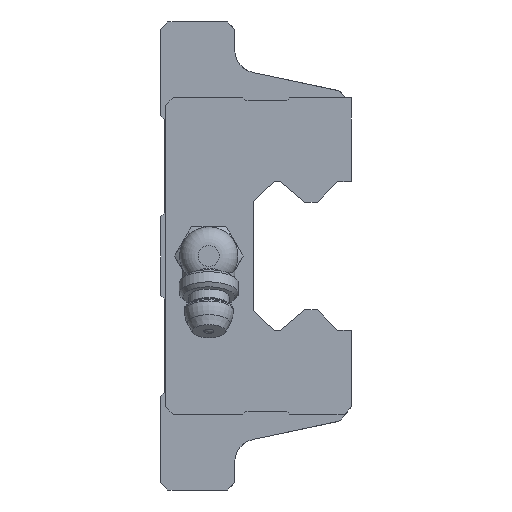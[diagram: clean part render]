
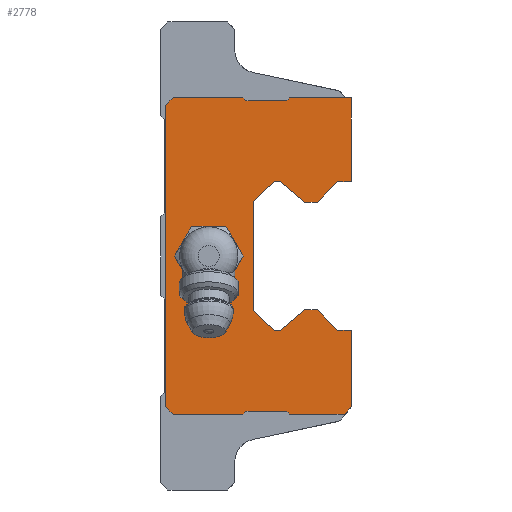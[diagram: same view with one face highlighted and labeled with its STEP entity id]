
A CAD part, left-side view. The second image highlights one B-rep face of the part: STEP entity #2778.
In plain terms, the highlighted planar face has unit normal (-1, 0, 0).
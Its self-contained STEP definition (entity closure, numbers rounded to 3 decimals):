
#689=ORIENTED_EDGE('',*,*,#1219,.F.);
#690=ORIENTED_EDGE('',*,*,#1248,.F.);
#691=ORIENTED_EDGE('',*,*,#1246,.F.);
#692=ORIENTED_EDGE('',*,*,#1244,.F.);
#693=ORIENTED_EDGE('',*,*,#1242,.F.);
#694=ORIENTED_EDGE('',*,*,#1240,.F.);
#695=ORIENTED_EDGE('',*,*,#1238,.F.);
#696=ORIENTED_EDGE('',*,*,#1236,.F.);
#697=ORIENTED_EDGE('',*,*,#1234,.F.);
#698=ORIENTED_EDGE('',*,*,#1232,.F.);
#699=ORIENTED_EDGE('',*,*,#1119,.F.);
#700=ORIENTED_EDGE('',*,*,#1116,.F.);
#701=ORIENTED_EDGE('',*,*,#1113,.F.);
#702=ORIENTED_EDGE('',*,*,#1110,.F.);
#703=ORIENTED_EDGE('',*,*,#1107,.F.);
#704=ORIENTED_EDGE('',*,*,#1104,.F.);
#705=ORIENTED_EDGE('',*,*,#1101,.F.);
#706=ORIENTED_EDGE('',*,*,#1098,.F.);
#707=ORIENTED_EDGE('',*,*,#1095,.F.);
#708=ORIENTED_EDGE('',*,*,#1092,.F.);
#709=ORIENTED_EDGE('',*,*,#1089,.F.);
#710=ORIENTED_EDGE('',*,*,#1086,.F.);
#711=ORIENTED_EDGE('',*,*,#1081,.F.);
#712=ORIENTED_EDGE('',*,*,#1231,.F.);
#713=ORIENTED_EDGE('',*,*,#1229,.F.);
#714=ORIENTED_EDGE('',*,*,#1227,.F.);
#715=ORIENTED_EDGE('',*,*,#1225,.F.);
#716=ORIENTED_EDGE('',*,*,#1223,.F.);
#717=ORIENTED_EDGE('',*,*,#1221,.F.);
#718=ORIENTED_EDGE('',*,*,#1249,.T.);
#719=ORIENTED_EDGE('',*,*,#1250,.T.);
#720=ORIENTED_EDGE('',*,*,#1251,.T.);
#721=ORIENTED_EDGE('',*,*,#1252,.T.);
#722=ORIENTED_EDGE('',*,*,#1253,.T.);
#723=ORIENTED_EDGE('',*,*,#1254,.T.);
#1081=EDGE_CURVE('',#1442,#1443,#1692,.T.);
#1086=EDGE_CURVE('',#1443,#1447,#1697,.T.);
#1089=EDGE_CURVE('',#1447,#1449,#1700,.T.);
#1092=EDGE_CURVE('',#1449,#1451,#1703,.T.);
#1095=EDGE_CURVE('',#1451,#1453,#1706,.T.);
#1098=EDGE_CURVE('',#1453,#1455,#1709,.T.);
#1101=EDGE_CURVE('',#1455,#1457,#1712,.T.);
#1104=EDGE_CURVE('',#1457,#1459,#1715,.T.);
#1107=EDGE_CURVE('',#1459,#1461,#1718,.T.);
#1110=EDGE_CURVE('',#1461,#1463,#1721,.T.);
#1113=EDGE_CURVE('',#1463,#1465,#1724,.T.);
#1116=EDGE_CURVE('',#1465,#1467,#1727,.T.);
#1119=EDGE_CURVE('',#1467,#1469,#1730,.T.);
#1219=EDGE_CURVE('',#1529,#1530,#1825,.T.);
#1221=EDGE_CURVE('',#1530,#1531,#1827,.T.);
#1223=EDGE_CURVE('',#1531,#1532,#1829,.T.);
#1225=EDGE_CURVE('',#1532,#1533,#1831,.T.);
#1227=EDGE_CURVE('',#1533,#1534,#1833,.T.);
#1229=EDGE_CURVE('',#1534,#1535,#1835,.T.);
#1231=EDGE_CURVE('',#1535,#1442,#1837,.T.);
#1232=EDGE_CURVE('',#1469,#1536,#1838,.T.);
#1234=EDGE_CURVE('',#1536,#1537,#1840,.T.);
#1236=EDGE_CURVE('',#1537,#1538,#1842,.T.);
#1238=EDGE_CURVE('',#1538,#1539,#1844,.T.);
#1240=EDGE_CURVE('',#1539,#1540,#1846,.T.);
#1242=EDGE_CURVE('',#1540,#1541,#1848,.T.);
#1244=EDGE_CURVE('',#1541,#1542,#1850,.T.);
#1246=EDGE_CURVE('',#1542,#1543,#1852,.T.);
#1248=EDGE_CURVE('',#1543,#1529,#1854,.T.);
#1249=EDGE_CURVE('',#1544,#1545,#1855,.T.);
#1250=EDGE_CURVE('',#1545,#1546,#1856,.T.);
#1251=EDGE_CURVE('',#1546,#1547,#1857,.T.);
#1252=EDGE_CURVE('',#1547,#1548,#1858,.T.);
#1253=EDGE_CURVE('',#1548,#1549,#1859,.T.);
#1254=EDGE_CURVE('',#1549,#1544,#1860,.T.);
#1442=VERTEX_POINT('',#4176);
#1443=VERTEX_POINT('',#4178);
#1447=VERTEX_POINT('',#4188);
#1449=VERTEX_POINT('',#4194);
#1451=VERTEX_POINT('',#4200);
#1453=VERTEX_POINT('',#4206);
#1455=VERTEX_POINT('',#4212);
#1457=VERTEX_POINT('',#4218);
#1459=VERTEX_POINT('',#4224);
#1461=VERTEX_POINT('',#4230);
#1463=VERTEX_POINT('',#4236);
#1465=VERTEX_POINT('',#4242);
#1467=VERTEX_POINT('',#4248);
#1469=VERTEX_POINT('',#4254);
#1529=VERTEX_POINT('',#4451);
#1530=VERTEX_POINT('',#4453);
#1531=VERTEX_POINT('',#4457);
#1532=VERTEX_POINT('',#4461);
#1533=VERTEX_POINT('',#4465);
#1534=VERTEX_POINT('',#4469);
#1535=VERTEX_POINT('',#4473);
#1536=VERTEX_POINT('',#4479);
#1537=VERTEX_POINT('',#4483);
#1538=VERTEX_POINT('',#4487);
#1539=VERTEX_POINT('',#4491);
#1540=VERTEX_POINT('',#4495);
#1541=VERTEX_POINT('',#4499);
#1542=VERTEX_POINT('',#4503);
#1543=VERTEX_POINT('',#4507);
#1544=VERTEX_POINT('',#4513);
#1545=VERTEX_POINT('',#4514);
#1546=VERTEX_POINT('',#4516);
#1547=VERTEX_POINT('',#4518);
#1548=VERTEX_POINT('',#4520);
#1549=VERTEX_POINT('',#4522);
#1692=LINE('',#4177,#1998);
#1697=LINE('',#4187,#2003);
#1700=LINE('',#4193,#2006);
#1703=LINE('',#4199,#2009);
#1706=LINE('',#4205,#2012);
#1709=LINE('',#4211,#2015);
#1712=LINE('',#4217,#2018);
#1715=LINE('',#4223,#2021);
#1718=LINE('',#4229,#2024);
#1721=LINE('',#4235,#2027);
#1724=LINE('',#4241,#2030);
#1727=LINE('',#4247,#2033);
#1730=LINE('',#4253,#2036);
#1825=LINE('',#4452,#2131);
#1827=LINE('',#4456,#2133);
#1829=LINE('',#4460,#2135);
#1831=LINE('',#4464,#2137);
#1833=LINE('',#4468,#2139);
#1835=LINE('',#4472,#2141);
#1837=LINE('',#4476,#2143);
#1838=LINE('',#4478,#2144);
#1840=LINE('',#4482,#2146);
#1842=LINE('',#4486,#2148);
#1844=LINE('',#4490,#2150);
#1846=LINE('',#4494,#2152);
#1848=LINE('',#4498,#2154);
#1850=LINE('',#4502,#2156);
#1852=LINE('',#4506,#2158);
#1854=LINE('',#4510,#2160);
#1855=LINE('',#4512,#2161);
#1856=LINE('',#4515,#2162);
#1857=LINE('',#4517,#2163);
#1858=LINE('',#4519,#2164);
#1859=LINE('',#4521,#2165);
#1860=LINE('',#4523,#2166);
#1998=VECTOR('',#3304,1000.);
#2003=VECTOR('',#3311,1000.);
#2006=VECTOR('',#3316,1000.);
#2009=VECTOR('',#3321,1000.);
#2012=VECTOR('',#3326,1000.);
#2015=VECTOR('',#3331,1000.);
#2018=VECTOR('',#3336,1000.);
#2021=VECTOR('',#3341,1000.);
#2024=VECTOR('',#3346,1000.);
#2027=VECTOR('',#3351,1000.);
#2030=VECTOR('',#3356,1000.);
#2033=VECTOR('',#3361,1000.);
#2036=VECTOR('',#3366,1000.);
#2131=VECTOR('',#3547,1000.);
#2133=VECTOR('',#3551,1000.);
#2135=VECTOR('',#3555,1000.);
#2137=VECTOR('',#3559,1000.);
#2139=VECTOR('',#3563,1000.);
#2141=VECTOR('',#3567,1000.);
#2143=VECTOR('',#3571,1000.);
#2144=VECTOR('',#3574,1000.);
#2146=VECTOR('',#3578,1000.);
#2148=VECTOR('',#3582,1000.);
#2150=VECTOR('',#3586,1000.);
#2152=VECTOR('',#3590,1000.);
#2154=VECTOR('',#3594,1000.);
#2156=VECTOR('',#3598,1000.);
#2158=VECTOR('',#3602,1000.);
#2160=VECTOR('',#3606,1000.);
#2161=VECTOR('',#3609,1000.);
#2162=VECTOR('',#3610,1000.);
#2163=VECTOR('',#3611,1000.);
#2164=VECTOR('',#3612,1000.);
#2165=VECTOR('',#3613,1000.);
#2166=VECTOR('',#3614,1000.);
#2299=EDGE_LOOP('',(#689,#690,#691,#692,#693,#694,#695,#696,#697,#698,#699,
#700,#701,#702,#703,#704,#705,#706,#707,#708,#709,#710,#711,#712,#713,#714,
#715,#716,#717));
#2300=EDGE_LOOP('',(#718,#719,#720,#721,#722,#723));
#2484=FACE_BOUND('',#2299,.T.);
#2485=FACE_BOUND('',#2300,.T.);
#2651=PLANE('',#2983);
#2778=ADVANCED_FACE('',(#2484,#2485),#2651,.F.);
#2983=AXIS2_PLACEMENT_3D('',#4511,#3607,#3608);
#3304=DIRECTION('',(0.,1.,0.));
#3311=DIRECTION('',(0.,0.707,-0.707));
#3316=DIRECTION('',(0.,1.,0.));
#3321=DIRECTION('',(0.,0.764,0.645));
#3326=DIRECTION('',(0.,1.,0.));
#3331=DIRECTION('',(0.,0.729,-0.685));
#3336=DIRECTION('',(0.,0.,-1.));
#3341=DIRECTION('',(0.,-0.729,-0.685));
#3346=DIRECTION('',(0.,-1.,0.));
#3351=DIRECTION('',(0.,-0.764,0.645));
#3356=DIRECTION('',(0.,-1.,0.));
#3361=DIRECTION('',(0.,-0.707,-0.707));
#3366=DIRECTION('',(0.,-1.,0.));
#3547=DIRECTION('',(0.,-0.707,0.707));
#3551=DIRECTION('',(0.,-1.,0.));
#3555=DIRECTION('',(0.,-0.707,-0.707));
#3559=DIRECTION('',(0.,-1.,0.));
#3563=DIRECTION('',(0.,-0.707,0.707));
#3567=DIRECTION('',(0.,-1.,0.));
#3571=DIRECTION('',(0.,0.,-1.));
#3574=DIRECTION('',(0.,0.,-1.));
#3578=DIRECTION('',(0.,0.707,-0.707));
#3582=DIRECTION('',(0.,1.,0.));
#3586=DIRECTION('',(0.,0.707,0.707));
#3590=DIRECTION('',(0.,1.,0.));
#3594=DIRECTION('',(0.,0.707,-0.707));
#3598=DIRECTION('',(0.,1.,0.));
#3602=DIRECTION('',(0.,0.707,0.707));
#3606=DIRECTION('',(0.,0.,1.));
#3607=DIRECTION('',(1.,0.,0.));
#3608=DIRECTION('',(0.,0.,-1.));
#3609=DIRECTION('',(0.,1.,0.));
#3610=DIRECTION('',(0.,0.5,0.866));
#3611=DIRECTION('',(0.,-0.5,0.866));
#3612=DIRECTION('',(0.,-1.,0.));
#3613=DIRECTION('',(0.,-0.5,-0.866));
#3614=DIRECTION('',(0.,0.5,-0.866));
#4176=CARTESIAN_POINT('',(-45.25,-25.7,10.));
#4177=CARTESIAN_POINT('',(-45.25,-25.7,10.));
#4178=CARTESIAN_POINT('',(-45.25,-23.85,10.));
#4187=CARTESIAN_POINT('',(-45.25,-23.85,10.));
#4188=CARTESIAN_POINT('',(-45.25,-21.1,7.25));
#4193=CARTESIAN_POINT('',(-45.25,-21.1,7.25));
#4194=CARTESIAN_POINT('',(-45.25,-19.4,7.25));
#4199=CARTESIAN_POINT('',(-45.25,-19.4,7.25));
#4200=CARTESIAN_POINT('',(-45.25,-16.14,10.));
#4205=CARTESIAN_POINT('',(-45.25,-16.14,10.));
#4206=CARTESIAN_POINT('',(-45.25,-15.3,10.));
#4211=CARTESIAN_POINT('',(-45.25,-15.3,10.));
#4212=CARTESIAN_POINT('',(-45.25,-12.5,7.37));
#4217=CARTESIAN_POINT('',(-45.25,-12.5,7.37));
#4218=CARTESIAN_POINT('',(-45.25,-12.5,-7.37));
#4223=CARTESIAN_POINT('',(-45.25,-12.5,-7.37));
#4224=CARTESIAN_POINT('',(-45.25,-15.3,-10.));
#4229=CARTESIAN_POINT('',(-45.25,-15.3,-10.));
#4230=CARTESIAN_POINT('',(-45.25,-16.14,-10.));
#4235=CARTESIAN_POINT('',(-45.25,-16.14,-10.));
#4236=CARTESIAN_POINT('',(-45.25,-19.4,-7.25));
#4241=CARTESIAN_POINT('',(-45.25,-19.4,-7.25));
#4242=CARTESIAN_POINT('',(-45.25,-21.1,-7.25));
#4247=CARTESIAN_POINT('',(-45.25,-21.1,-7.25));
#4248=CARTESIAN_POINT('',(-45.25,-23.85,-10.));
#4253=CARTESIAN_POINT('',(-45.25,-23.85,-10.));
#4254=CARTESIAN_POINT('',(-45.25,-25.7,-10.));
#4451=CARTESIAN_POINT('',(-45.25,-0.7,20.3));
#4452=CARTESIAN_POINT('',(-45.25,-0.7,20.3));
#4453=CARTESIAN_POINT('',(-45.25,-1.7,21.3));
#4456=CARTESIAN_POINT('',(-45.25,-1.7,21.3));
#4457=CARTESIAN_POINT('',(-45.25,-11.1,21.3));
#4460=CARTESIAN_POINT('',(-45.25,-11.1,21.3));
#4461=CARTESIAN_POINT('',(-45.25,-11.5,20.9));
#4464=CARTESIAN_POINT('',(-45.25,-11.5,20.9));
#4465=CARTESIAN_POINT('',(-45.25,-17.,20.9));
#4468=CARTESIAN_POINT('',(-45.25,-17.,20.9));
#4469=CARTESIAN_POINT('',(-45.25,-17.4,21.3));
#4472=CARTESIAN_POINT('',(-45.25,-17.4,21.3));
#4473=CARTESIAN_POINT('',(-45.25,-25.7,21.3));
#4476=CARTESIAN_POINT('',(-45.25,-25.7,21.3));
#4478=CARTESIAN_POINT('',(-45.25,-25.7,-10.));
#4479=CARTESIAN_POINT('',(-45.25,-25.7,-20.3));
#4482=CARTESIAN_POINT('',(-45.25,-25.7,-20.3));
#4483=CARTESIAN_POINT('',(-45.25,-24.7,-21.3));
#4486=CARTESIAN_POINT('',(-45.25,-24.7,-21.3));
#4487=CARTESIAN_POINT('',(-45.25,-17.4,-21.3));
#4490=CARTESIAN_POINT('',(-45.25,-17.4,-21.3));
#4491=CARTESIAN_POINT('',(-45.25,-17.,-20.9));
#4494=CARTESIAN_POINT('',(-45.25,-17.,-20.9));
#4495=CARTESIAN_POINT('',(-45.25,-11.5,-20.9));
#4498=CARTESIAN_POINT('',(-45.25,-11.5,-20.9));
#4499=CARTESIAN_POINT('',(-45.25,-11.1,-21.3));
#4502=CARTESIAN_POINT('',(-45.25,-11.1,-21.3));
#4503=CARTESIAN_POINT('',(-45.25,-1.7,-21.3));
#4506=CARTESIAN_POINT('',(-45.25,-1.7,-21.3));
#4507=CARTESIAN_POINT('',(-45.25,-0.7,-20.3));
#4510=CARTESIAN_POINT('',(-45.25,-0.7,-20.3));
#4511=CARTESIAN_POINT('',(-45.25,0.,0.));
#4512=CARTESIAN_POINT('',(-45.25,-8.809,-4.));
#4513=CARTESIAN_POINT('',(-45.25,-8.809,-4.));
#4514=CARTESIAN_POINT('',(-45.25,-4.191,-4.));
#4515=CARTESIAN_POINT('',(-45.25,-4.191,-4.));
#4516=CARTESIAN_POINT('',(-45.25,-1.881,0.));
#4517=CARTESIAN_POINT('',(-45.25,-1.881,0.));
#4518=CARTESIAN_POINT('',(-45.25,-4.191,4.));
#4519=CARTESIAN_POINT('',(-45.25,-4.191,4.));
#4520=CARTESIAN_POINT('',(-45.25,-8.809,4.));
#4521=CARTESIAN_POINT('',(-45.25,-8.809,4.));
#4522=CARTESIAN_POINT('',(-45.25,-11.119,0.));
#4523=CARTESIAN_POINT('',(-45.25,-11.119,0.));
